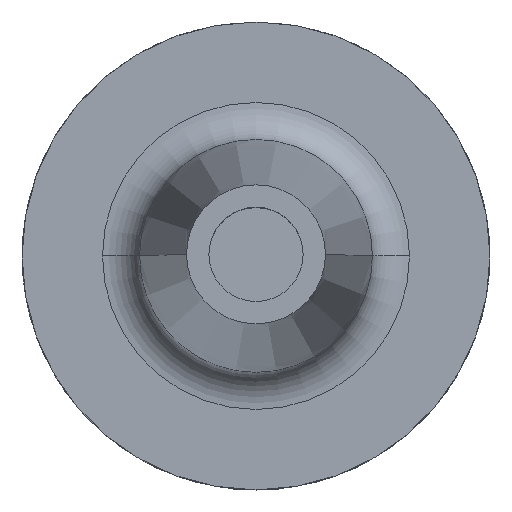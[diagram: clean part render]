
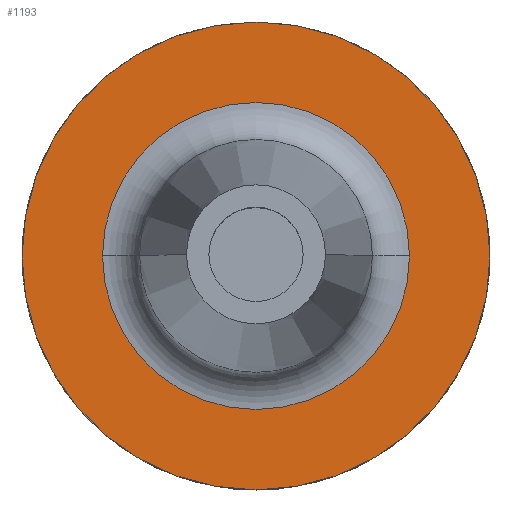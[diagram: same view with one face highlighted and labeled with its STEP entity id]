
A CAD part, top view. The second image highlights one B-rep face of the part: STEP entity #1193.
In plain terms, the highlighted planar face has unit normal (0, 0, 1).
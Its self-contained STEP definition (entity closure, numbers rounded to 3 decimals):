
#18 = CARTESIAN_POINT ( 'NONE',  ( 0., 0., 27. ) ) ;
#25 = DIRECTION ( 'NONE',  ( 0., 0., -1. ) ) ;
#64 = EDGE_LOOP ( 'NONE', ( #998, #1401 ) ) ;
#112 = CARTESIAN_POINT ( 'NONE',  ( 0., 0., 27. ) ) ;
#113 = VERTEX_POINT ( 'NONE', #1002 ) ;
#133 = VERTEX_POINT ( 'NONE', #621 ) ;
#134 = CARTESIAN_POINT ( 'NONE',  ( 0., 0., 27. ) ) ;
#144 = DIRECTION ( 'NONE',  ( -1., 0., 0. ) ) ;
#145 = EDGE_CURVE ( 'NONE', #113, #133, #1049, .T. ) ;
#152 = CIRCLE ( 'NONE', #518, 20.667 ) ;
#185 = EDGE_LOOP ( 'NONE', ( #626, #1217 ) ) ;
#237 = DIRECTION ( 'NONE',  ( -1., 0., 0. ) ) ;
#255 = DIRECTION ( 'NONE',  ( -1., 0., 0. ) ) ;
#280 = AXIS2_PLACEMENT_3D ( 'NONE', #765, #25, #894 ) ;
#286 = AXIS2_PLACEMENT_3D ( 'NONE', #134, #1005, #255 ) ;
#301 = DIRECTION ( 'NONE',  ( 0., 0., -1. ) ) ;
#518 = AXIS2_PLACEMENT_3D ( 'NONE', #18, #883, #144 ) ;
#525 = EDGE_CURVE ( 'NONE', #133, #113, #152, .T. ) ;
#589 = AXIS2_PLACEMENT_3D ( 'NONE', #112, #986, #237 ) ;
#594 = EDGE_CURVE ( 'NONE', #1459, #1275, #1326, .T. ) ;
#621 = CARTESIAN_POINT ( 'NONE',  ( -20.667, 0., 27. ) ) ;
#626 = ORIENTED_EDGE ( 'NONE', *, *, #525, .T. ) ;
#638 = CIRCLE ( 'NONE', #1443, 31.5 ) ;
#765 = CARTESIAN_POINT ( 'NONE',  ( 0., 0., 27. ) ) ;
#772 = EDGE_CURVE ( 'NONE', #1275, #1459, #638, .T. ) ;
#883 = DIRECTION ( 'NONE',  ( 0., 0., -1. ) ) ;
#894 = DIRECTION ( 'NONE',  ( -1., 0., 0. ) ) ;
#920 = FACE_BOUND ( 'NONE', #185, .T. ) ;
#986 = DIRECTION ( 'NONE',  ( 0., 0., -1. ) ) ;
#998 = ORIENTED_EDGE ( 'NONE', *, *, #772, .F. ) ;
#1002 = CARTESIAN_POINT ( 'NONE',  ( 20.667, 0., 27. ) ) ;
#1005 = DIRECTION ( 'NONE',  ( 0., 0., -1. ) ) ;
#1049 = CIRCLE ( 'NONE', #286, 20.667 ) ;
#1054 = CARTESIAN_POINT ( 'NONE',  ( 0., 0., 27. ) ) ;
#1181 = DIRECTION ( 'NONE',  ( -1., 0., 0. ) ) ;
#1193 = ADVANCED_FACE ( 'NONE', ( #920, #1550 ), #1524, .F. ) ;
#1217 = ORIENTED_EDGE ( 'NONE', *, *, #145, .T. ) ;
#1275 = VERTEX_POINT ( 'NONE', #1423 ) ;
#1326 = CIRCLE ( 'NONE', #589, 31.5 ) ;
#1401 = ORIENTED_EDGE ( 'NONE', *, *, #594, .F. ) ;
#1423 = CARTESIAN_POINT ( 'NONE',  ( -31.5, 0., 27. ) ) ;
#1443 = AXIS2_PLACEMENT_3D ( 'NONE', #1054, #301, #1181 ) ;
#1459 = VERTEX_POINT ( 'NONE', #1601 ) ;
#1524 = PLANE ( 'NONE',  #280 ) ;
#1550 = FACE_OUTER_BOUND ( 'NONE', #64, .T. ) ;
#1601 = CARTESIAN_POINT ( 'NONE',  ( 31.5, 0., 27. ) ) ;
